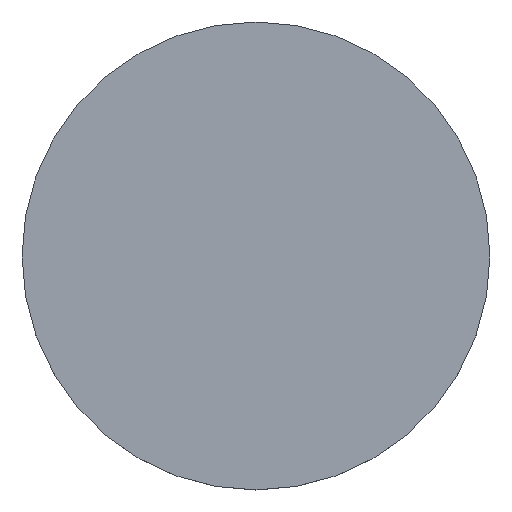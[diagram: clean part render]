
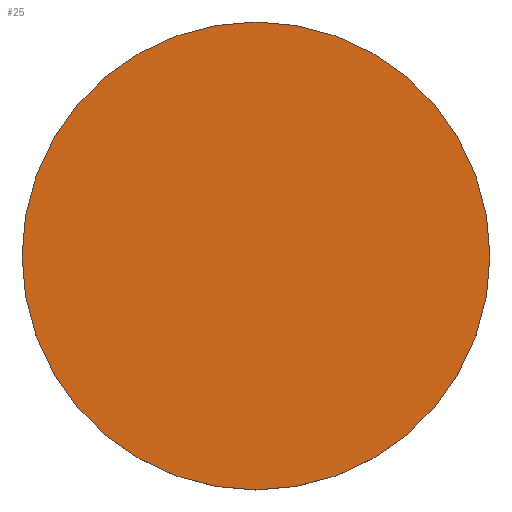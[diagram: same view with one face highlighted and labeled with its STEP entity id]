
A CAD part, top view. The second image highlights one B-rep face of the part: STEP entity #25.
In plain terms, the highlighted planar face has unit normal (0, 0, 1).
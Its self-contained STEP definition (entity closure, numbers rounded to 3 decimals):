
#5 = AXIS2_PLACEMENT_3D ( 'NONE', #129, #144, #93 ) ;
#9 = DIRECTION ( 'NONE',  ( 0., 0., 1. ) ) ;
#22 = EDGE_CURVE ( 'NONE', #126, #136, #113, .T. ) ;
#25 = ADVANCED_FACE ( 'NONE', ( #150 ), #46, .T. ) ;
#46 = PLANE ( 'NONE',  #5 ) ;
#47 = CIRCLE ( 'NONE', #148, 12.5 ) ;
#51 = DIRECTION ( 'NONE',  ( 1., 0., 0. ) ) ;
#77 = EDGE_LOOP ( 'NONE', ( #104, #80 ) ) ;
#78 = CARTESIAN_POINT ( 'NONE',  ( -12.5, 0., 1.5 ) ) ;
#80 = ORIENTED_EDGE ( 'NONE', *, *, #141, .T. ) ;
#81 = AXIS2_PLACEMENT_3D ( 'NONE', #171, #97, #51 ) ;
#93 = DIRECTION ( 'NONE',  ( 1., 0., 0. ) ) ;
#97 = DIRECTION ( 'NONE',  ( 0., 0., 1. ) ) ;
#104 = ORIENTED_EDGE ( 'NONE', *, *, #22, .T. ) ;
#109 = CARTESIAN_POINT ( 'NONE',  ( 0., 0., 1.5 ) ) ;
#113 = CIRCLE ( 'NONE', #81, 12.5 ) ;
#126 = VERTEX_POINT ( 'NONE', #78 ) ;
#129 = CARTESIAN_POINT ( 'NONE',  ( 0., 0., 1.5 ) ) ;
#136 = VERTEX_POINT ( 'NONE', #159 ) ;
#141 = EDGE_CURVE ( 'NONE', #136, #126, #47, .T. ) ;
#144 = DIRECTION ( 'NONE',  ( 0., 0., 1. ) ) ;
#148 = AXIS2_PLACEMENT_3D ( 'NONE', #109, #9, #174 ) ;
#150 = FACE_OUTER_BOUND ( 'NONE', #77, .T. ) ;
#159 = CARTESIAN_POINT ( 'NONE',  ( 12.5, 0., 1.5 ) ) ;
#171 = CARTESIAN_POINT ( 'NONE',  ( 0., 0., 1.5 ) ) ;
#174 = DIRECTION ( 'NONE',  ( 1., 0., 0. ) ) ;
